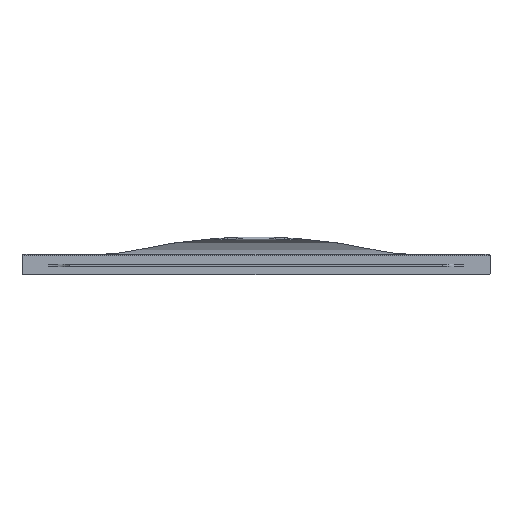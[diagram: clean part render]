
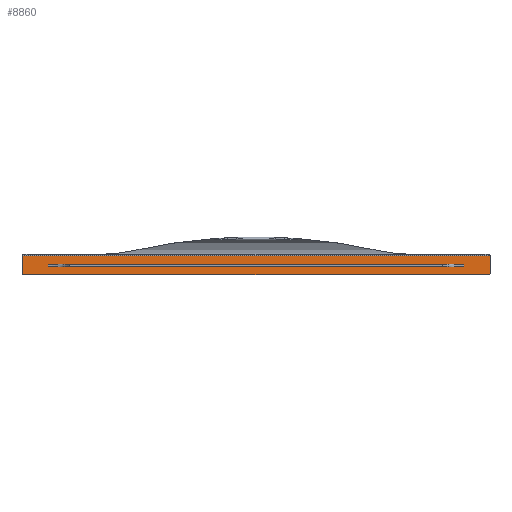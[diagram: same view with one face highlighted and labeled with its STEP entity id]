
A CAD part, front view. The second image highlights one B-rep face of the part: STEP entity #8860.
In plain terms, the highlighted planar face has unit normal (0, -1, 0).
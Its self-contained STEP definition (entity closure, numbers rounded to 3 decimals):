
#200=CARTESIAN_POINT('',(-247.5,-3.,20.5));
#210=VERTEX_POINT('',#200);
#240=CARTESIAN_POINT('',(-247.5,-3.,0.));
#250=DIRECTION('',(0.,0.,-1.));
#260=VECTOR('',#250,1.);
#270=LINE('',#240,#260);
#280=CARTESIAN_POINT('',(-247.5,-3.,1.));
#290=VERTEX_POINT('',#280);
#300=EDGE_CURVE('',#210,#290,#270,.T.);
#2370=CARTESIAN_POINT('',(247.5,-3.,1.));
#2380=VERTEX_POINT('',#2370);
#2410=CARTESIAN_POINT('',(247.5,-3.,0.));
#2420=DIRECTION('',(0.,0.,-1.));
#2430=VECTOR('',#2420,1.);
#2440=LINE('',#2410,#2430);
#2450=CARTESIAN_POINT('',(247.5,-3.,20.5));
#2460=VERTEX_POINT('',#2450);
#2470=EDGE_CURVE('',#2460,#2380,#2440,.T.);
#2980=CARTESIAN_POINT('',(0.,-3.,0.));
#2990=DIRECTION('',(-1.,-0.,0.));
#3000=VECTOR('',#2990,1.);
#3010=LINE('',#2980,#3000);
#3020=CARTESIAN_POINT('',(246.5,-3.,0.));
#3030=VERTEX_POINT('',#3020);
#3040=CARTESIAN_POINT('',(-246.5,-3.,0.));
#3050=VERTEX_POINT('',#3040);
#3060=EDGE_CURVE('',#3030,#3050,#3010,.T.);
#3630=CARTESIAN_POINT('',(297.,-3.,20.5));
#3640=DIRECTION('',(-1.,0.,0.));
#3650=VECTOR('',#3640,1.);
#3660=LINE('',#3630,#3650);
#3670=EDGE_CURVE('',#2460,#210,#3660,.T.);
#8270=CARTESIAN_POINT('',(297.,-3.,-3.9));
#8280=DIRECTION('',(0.,1.,0.));
#8290=DIRECTION('',(0.,0.,1.));
#8300=AXIS2_PLACEMENT_3D('',#8270,#8280,#8290);
#8310=PLANE('',#8300);
#8320=CARTESIAN_POINT('',(-219.861,-3.,8.5));
#8330=DIRECTION('',(0.,0.,1.));
#8340=VECTOR('',#8330,1.);
#8350=LINE('',#8320,#8340);
#8360=CARTESIAN_POINT('',(-219.861,-3.,9.4));
#8370=VERTEX_POINT('',#8360);
#8380=CARTESIAN_POINT('',(-219.861,-3.,10.6));
#8390=VERTEX_POINT('',#8380);
#8400=EDGE_CURVE('',#8370,#8390,#8350,.T.);
#8410=ORIENTED_EDGE('',*,*,#8400,.T.);
#8420=CARTESIAN_POINT('',(0.,-3.,9.4));
#8430=DIRECTION('',(1.,-0.,0.));
#8440=VECTOR('',#8430,1.);
#8450=LINE('',#8420,#8440);
#8460=CARTESIAN_POINT('',(219.861,-3.,9.4));
#8470=VERTEX_POINT('',#8460);
#8480=EDGE_CURVE('',#8370,#8470,#8450,.T.);
#8490=ORIENTED_EDGE('',*,*,#8480,.F.);
#8500=CARTESIAN_POINT('',(219.861,-3.,8.5));
#8510=DIRECTION('',(-0.,0.,1.));
#8520=VECTOR('',#8510,1.);
#8530=LINE('',#8500,#8520);
#8540=CARTESIAN_POINT('',(219.861,-3.,10.6));
#8550=VERTEX_POINT('',#8540);
#8560=EDGE_CURVE('',#8470,#8550,#8530,.T.);
#8570=ORIENTED_EDGE('',*,*,#8560,.F.);
#8580=CARTESIAN_POINT('',(0.,-3.,10.6));
#8590=DIRECTION('',(-1.,0.,-0.));
#8600=VECTOR('',#8590,1.);
#8610=LINE('',#8580,#8600);
#8620=EDGE_CURVE('',#8550,#8390,#8610,.T.);
#8630=ORIENTED_EDGE('',*,*,#8620,.F.);
#8640=EDGE_LOOP('',(#8630,#8570,#8490,#8410));
#8650=FACE_BOUND('',#8640,.T.);
#8660=ORIENTED_EDGE('',*,*,#2470,.F.);
#8670=CARTESIAN_POINT('',(246.5,-3.,1.));
#8680=DIRECTION('',(-0.,1.,-0.));
#8690=DIRECTION('',(1.,0.,0.));
#8700=AXIS2_PLACEMENT_3D('',#8670,#8680,#8690);
#8710=CIRCLE('',#8700,1.);
#8720=EDGE_CURVE('',#2380,#3030,#8710,.T.);
#8730=ORIENTED_EDGE('',*,*,#8720,.F.);
#8740=ORIENTED_EDGE('',*,*,#3060,.F.);
#8750=CARTESIAN_POINT('',(-246.5,-3.,1.));
#8760=DIRECTION('',(-0.,-1.,0.));
#8770=DIRECTION('',(-1.,0.,0.));
#8780=AXIS2_PLACEMENT_3D('',#8750,#8760,#8770);
#8790=CIRCLE('',#8780,1.);
#8800=EDGE_CURVE('',#290,#3050,#8790,.T.);
#8810=ORIENTED_EDGE('',*,*,#8800,.T.);
#8820=ORIENTED_EDGE('',*,*,#300,.T.);
#8830=ORIENTED_EDGE('',*,*,#3670,.T.);
#8840=EDGE_LOOP('',(#8830,#8820,#8810,#8740,#8730,#8660));
#8850=FACE_OUTER_BOUND('',#8840,.T.);
#8860=ADVANCED_FACE('',(#8650,#8850),#8310,.F.);
